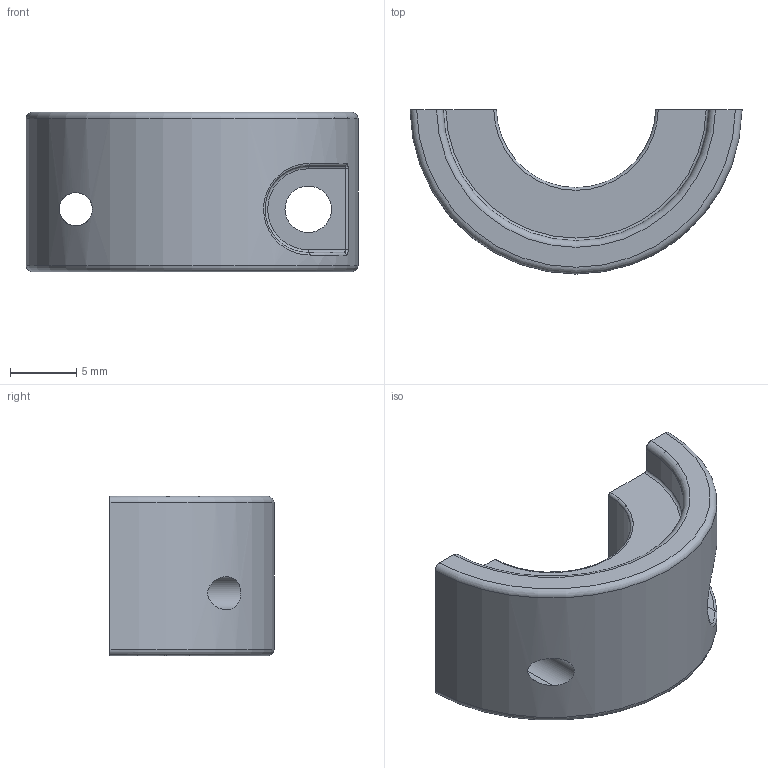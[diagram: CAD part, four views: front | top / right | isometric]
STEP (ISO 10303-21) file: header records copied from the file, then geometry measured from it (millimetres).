
FILE_DESCRIPTION (( 'STEP AP203' ), '1' );
FILE_NAME ('NAVY標撿栠憤輸.STEP', '2026-02-03T06:15:43', ( 'Windows 蚚誧' ), ( '' ), 'SwSTEP 2.0', 'SolidWorks 2021', '' );
FILE_SCHEMA (( 'CONFIG_CONTROL_DESIGN' ));
Length unit declared in the file: millimetre
Products named in the file (1): NAVY標撿栠憤輸
Bounding box: 25 x 12.35 x 12 mm (x, y, z)
Volume: 1750.1 mm3; surface area: 1340.6 mm2
Topology: 1 solids, 1 shells, 31 faces, 76 edges, 48 vertices
Faces by surface type: cylinder 11, torus 9, plane 8, bspline 3
Entity records: 1282 total; most frequent: CARTESIAN_POINT 487, ORIENTED_EDGE 152, DIRECTION 146, EDGE_CURVE 76, AXIS2_PLACEMENT_3D 61, VERTEX_POINT 48, EDGE_LOOP 36, CIRCLE 32
